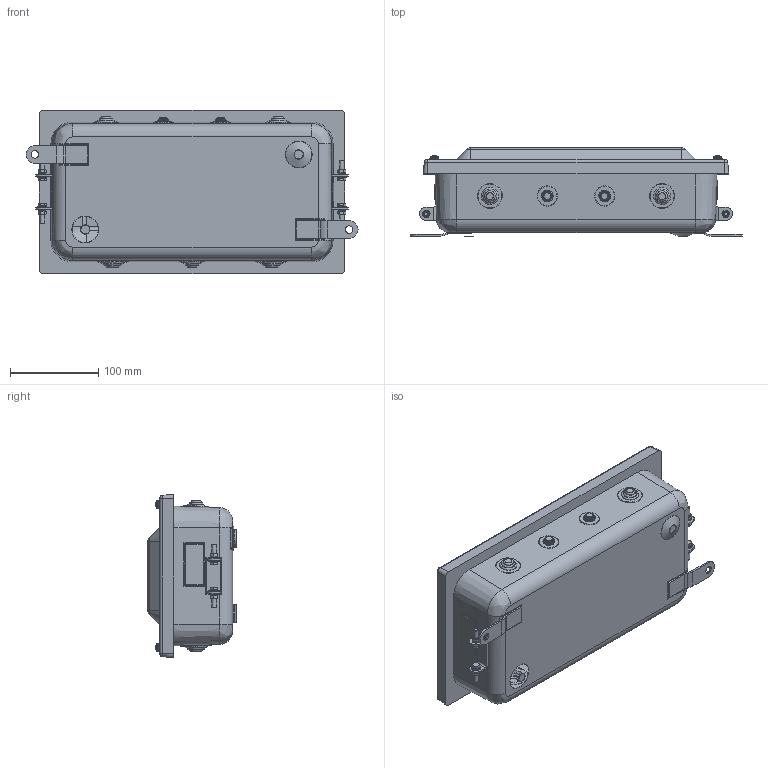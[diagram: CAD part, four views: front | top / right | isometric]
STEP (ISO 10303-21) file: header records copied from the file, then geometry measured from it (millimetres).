
FILE_DESCRIPTION(/* description */ (''),/* implementation_level */ '2;1');
FILE_NAME(/* name */ '',/* time_stamp */ '2025-07-22T10:42:41+07:00',/* author */ ('zeta-72'),/* organization */ (''),/* preprocessor_version */ 'ST-DEVELOPER v19.2',/* originating_system */ 'Autodesk Inventor 2024',/* authorisation */ '');
FILE_SCHEMA (('AUTOMOTIVE_DESIGN { 1 0 10303 214 3 1 1 }'));
Length unit declared in the file: millimetre
Products named in the file (1): ЗЭТА.030.339.000 СБ Коробка 
клеммная КМ 43-20 IP43_Упростить_
1
Bounding box: 376 x 100 x 185 mm (x, y, z)
Volume: 4459057.8 mm3; surface area: 219724.7 mm2
Topology: 1 solids, 1 shells, 566 faces, 1339 edges, 832 vertices
Faces by surface type: plane 226, cylinder 146, cone 94, torus 68, bspline 24, sphere 8
Full cylindrical faces by diameter (mm): 5 x8, 6.7 x4, 8.5 x2, 9.2 x2, 10 x8, 11.2 x2, 11.5 x3, 13.2 x2, 14.75 x2, 15.5 x3, 19.5 x3, 20 x2, 23 x2, 25.25 x2, 28.217 x3, 35.217 x2
Entity records: 17638 total; most frequent: CARTESIAN_POINT 4098, DIRECTION 2797, ORIENTED_EDGE 2654, EDGE_CURVE 1327, AXIS2_PLACEMENT_3D 1147, VERTEX_POINT 832, EDGE_LOOP 647, STYLED_ITEM 567
